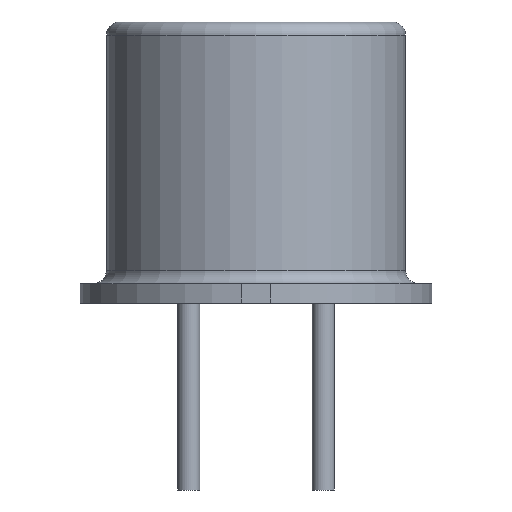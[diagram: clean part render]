
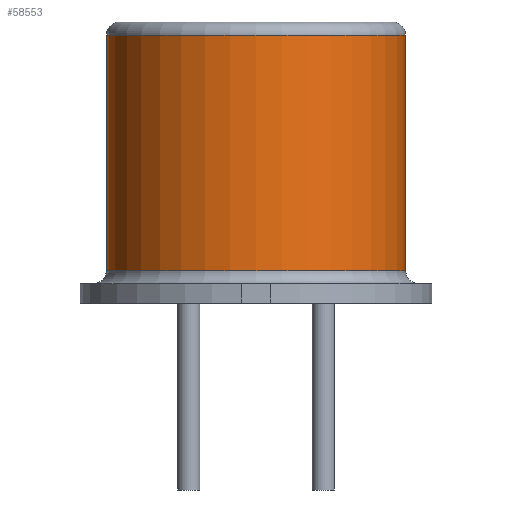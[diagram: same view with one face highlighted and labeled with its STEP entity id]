
A CAD part, front view. The second image highlights one B-rep face of the part: STEP entity #58553.
In plain terms, the highlighted cylindrical face has radius 4 mm (diameter 8 mm), a partial arc.
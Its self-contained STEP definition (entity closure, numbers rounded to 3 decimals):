
#1043 = VECTOR ( 'NONE', #151073, 1000. ) ;
#4862 = VERTEX_POINT ( 'NONE', #62273 ) ;
#7812 = LINE ( 'NONE', #96729, #153689 ) ;
#8360 = DIRECTION ( 'NONE',  ( 1., 0., 0. ) ) ;
#19027 = EDGE_CURVE ( 'NONE', #145987, #22096, #64969, .T. ) ;
#21018 = AXIS2_PLACEMENT_3D ( 'NONE', #126279, #69071, #129041 ) ;
#22096 = VERTEX_POINT ( 'NONE', #39602 ) ;
#28571 = EDGE_LOOP ( 'NONE', ( #149719, #119819, #61941, #111183 ) ) ;
#38293 = CIRCLE ( 'NONE', #98044, 4. ) ;
#39602 = CARTESIAN_POINT ( 'NONE',  ( 4., 0., 0.87 ) ) ;
#47755 = AXIS2_PLACEMENT_3D ( 'NONE', #180514, #78695, #8360 ) ;
#52021 = VERTEX_POINT ( 'NONE', #69375 ) ;
#58553 = ADVANCED_FACE ( 'NONE', ( #107528 ), #122572, .T. ) ;
#61941 = ORIENTED_EDGE ( 'NONE', *, *, #120692, .T. ) ;
#62273 = CARTESIAN_POINT ( 'NONE',  ( -4., 0., 0.87 ) ) ;
#64969 = LINE ( 'NONE', #109020, #1043 ) ;
#69071 = DIRECTION ( 'NONE',  ( 0., 0., -1. ) ) ;
#69375 = CARTESIAN_POINT ( 'NONE',  ( -4., 0., 7.17 ) ) ;
#78695 = DIRECTION ( 'NONE',  ( 0., 0., 1. ) ) ;
#96729 = CARTESIAN_POINT ( 'NONE',  ( -4., 0., 7.52 ) ) ;
#98044 = AXIS2_PLACEMENT_3D ( 'NONE', #117862, #175715, #133782 ) ;
#107528 = FACE_OUTER_BOUND ( 'NONE', #28571, .T. ) ;
#109020 = CARTESIAN_POINT ( 'NONE',  ( 4., 0., 7.52 ) ) ;
#109240 = CARTESIAN_POINT ( 'NONE',  ( 4., 0., 7.17 ) ) ;
#111183 = ORIENTED_EDGE ( 'NONE', *, *, #175818, .T. ) ;
#116614 = EDGE_CURVE ( 'NONE', #145987, #52021, #38293, .T. ) ;
#117862 = CARTESIAN_POINT ( 'NONE',  ( 0., 0., 7.17 ) ) ;
#119819 = ORIENTED_EDGE ( 'NONE', *, *, #116614, .T. ) ;
#120692 = EDGE_CURVE ( 'NONE', #52021, #4862, #7812, .T. ) ;
#122572 = CYLINDRICAL_SURFACE ( 'NONE', #21018, 4. ) ;
#126279 = CARTESIAN_POINT ( 'NONE',  ( 0., 0., 7.52 ) ) ;
#129041 = DIRECTION ( 'NONE',  ( -1., 0., 0. ) ) ;
#133782 = DIRECTION ( 'NONE',  ( 1., 0., 0. ) ) ;
#137125 = DIRECTION ( 'NONE',  ( 0., 0., -1. ) ) ;
#145987 = VERTEX_POINT ( 'NONE', #109240 ) ;
#149436 = CIRCLE ( 'NONE', #47755, 4. ) ;
#149719 = ORIENTED_EDGE ( 'NONE', *, *, #19027, .F. ) ;
#151073 = DIRECTION ( 'NONE',  ( 0., 0., -1. ) ) ;
#153689 = VECTOR ( 'NONE', #137125, 1000. ) ;
#175715 = DIRECTION ( 'NONE',  ( 0., 0., -1. ) ) ;
#175818 = EDGE_CURVE ( 'NONE', #4862, #22096, #149436, .T. ) ;
#180514 = CARTESIAN_POINT ( 'NONE',  ( 0., 0., 0.87 ) ) ;
